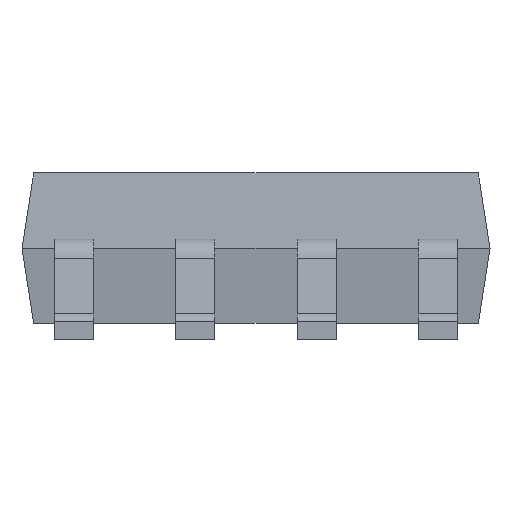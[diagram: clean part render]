
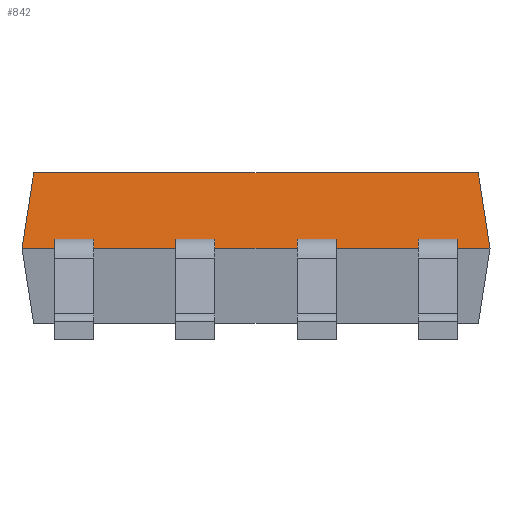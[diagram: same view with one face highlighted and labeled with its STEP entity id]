
A CAD part, left-side view. The second image highlights one B-rep face of the part: STEP entity #842.
In plain terms, the highlighted free-form (B-spline) face has degree [1, 1] with [2, 2] control points.
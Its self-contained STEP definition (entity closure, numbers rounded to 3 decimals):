
#24 = VERTEX_POINT('',#25);
#25 = CARTESIAN_POINT('',(-1.85,-2.33,1.75));
#31 = EDGE_CURVE('',#24,#32,#34,.T.);
#32 = VERTEX_POINT('',#33);
#33 = CARTESIAN_POINT('',(-1.85,2.33,1.75));
#34 = LINE('',#35,#36);
#35 = CARTESIAN_POINT('',(-1.85,-2.33,1.75));
#36 = VECTOR('',#37,1.);
#37 = DIRECTION('',(0.,1.,0.));
#647 = EDGE_CURVE('',#24,#648,#650,.T.);
#648 = VERTEX_POINT('',#649);
#649 = CARTESIAN_POINT('',(-1.948,-2.453,0.963));
#650 = B_SPLINE_CURVE_WITH_KNOTS('',1,(#651,#652),.UNSPECIFIED.,.F.,.F.,
  (2,2),(0.,1.),.PIECEWISE_BEZIER_KNOTS.);
#651 = CARTESIAN_POINT('',(-1.85,-2.33,1.75));
#652 = CARTESIAN_POINT('',(-1.948,-2.453,0.963));
#842 = ADVANCED_FACE('',(#843),#1008,.T.);
#843 = FACE_BOUND('',#844,.T.);
#844 = EDGE_LOOP('',(#845,#846,#847,#854,#862,#874,#881,#893,#901,#911,
    #918,#928,#936,#946,#953,#963,#971,#983,#990,#1002));
#845 = ORIENTED_EDGE('',*,*,#647,.F.);
#846 = ORIENTED_EDGE('',*,*,#31,.T.);
#847 = ORIENTED_EDGE('',*,*,#848,.T.);
#848 = EDGE_CURVE('',#32,#849,#851,.T.);
#849 = VERTEX_POINT('',#850);
#850 = CARTESIAN_POINT('',(-1.948,2.453,0.963));
#851 = B_SPLINE_CURVE_WITH_KNOTS('',1,(#852,#853),.UNSPECIFIED.,.F.,.F.,
  (2,2),(0.,1.),.PIECEWISE_BEZIER_KNOTS.);
#852 = CARTESIAN_POINT('',(-1.85,2.33,1.75));
#853 = CARTESIAN_POINT('',(-1.948,2.453,0.963));
#854 = ORIENTED_EDGE('',*,*,#855,.F.);
#855 = EDGE_CURVE('',#856,#849,#858,.T.);
#856 = VERTEX_POINT('',#857);
#857 = CARTESIAN_POINT('',(-1.948,2.11,0.963));
#858 = LINE('',#859,#860);
#859 = CARTESIAN_POINT('',(-1.948,-2.453,0.963));
#860 = VECTOR('',#861,1.);
#861 = DIRECTION('',(0.,1.,0.));
#862 = ORIENTED_EDGE('',*,*,#863,.F.);
#863 = EDGE_CURVE('',#864,#856,#866,.T.);
#864 = VERTEX_POINT('',#865);
#865 = CARTESIAN_POINT('',(-1.936,2.11,1.058));
#866 = B_SPLINE_CURVE_WITH_KNOTS('',6,(#867,#868,#869,#870,#871,#872,
    #873),.UNSPECIFIED.,.F.,.F.,(7,7),(0.,1.),.PIECEWISE_BEZIER_KNOTS.);
#867 = CARTESIAN_POINT('',(-1.936,2.11,1.058));
#868 = CARTESIAN_POINT('',(-1.938,2.11,1.041));
#869 = CARTESIAN_POINT('',(-1.939,2.11,1.028));
#870 = CARTESIAN_POINT('',(-1.942,2.11,1.011));
#871 = CARTESIAN_POINT('',(-1.944,2.11,0.989));
#872 = CARTESIAN_POINT('',(-1.947,2.11,0.968));
#873 = CARTESIAN_POINT('',(-1.948,2.11,0.963));
#874 = ORIENTED_EDGE('',*,*,#875,.T.);
#875 = EDGE_CURVE('',#864,#876,#878,.T.);
#876 = VERTEX_POINT('',#877);
#877 = CARTESIAN_POINT('',(-1.936,1.7,1.058));
#878 = B_SPLINE_CURVE_WITH_KNOTS('',1,(#879,#880),.UNSPECIFIED.,.F.,.F.,
  (2,2),(0.,1.),.PIECEWISE_BEZIER_KNOTS.);
#879 = CARTESIAN_POINT('',(-1.936,2.11,1.058));
#880 = CARTESIAN_POINT('',(-1.936,1.7,1.058));
#881 = ORIENTED_EDGE('',*,*,#882,.T.);
#882 = EDGE_CURVE('',#876,#883,#885,.T.);
#883 = VERTEX_POINT('',#884);
#884 = CARTESIAN_POINT('',(-1.948,1.7,0.963));
#885 = B_SPLINE_CURVE_WITH_KNOTS('',6,(#886,#887,#888,#889,#890,#891,
    #892),.UNSPECIFIED.,.F.,.F.,(7,7),(0.,1.),.PIECEWISE_BEZIER_KNOTS.);
#886 = CARTESIAN_POINT('',(-1.936,1.7,1.058));
#887 = CARTESIAN_POINT('',(-1.938,1.7,1.039));
#888 = CARTESIAN_POINT('',(-1.94,1.7,1.026));
#889 = CARTESIAN_POINT('',(-1.942,1.7,1.009));
#890 = CARTESIAN_POINT('',(-1.944,1.7,0.988));
#891 = CARTESIAN_POINT('',(-1.947,1.7,0.967));
#892 = CARTESIAN_POINT('',(-1.948,1.7,0.963));
#893 = ORIENTED_EDGE('',*,*,#894,.F.);
#894 = EDGE_CURVE('',#895,#883,#897,.T.);
#895 = VERTEX_POINT('',#896);
#896 = CARTESIAN_POINT('',(-1.948,0.84,0.963));
#897 = LINE('',#898,#899);
#898 = CARTESIAN_POINT('',(-1.948,-2.453,0.963));
#899 = VECTOR('',#900,1.);
#900 = DIRECTION('',(0.,1.,0.));
#901 = ORIENTED_EDGE('',*,*,#902,.F.);
#902 = EDGE_CURVE('',#903,#895,#905,.T.);
#903 = VERTEX_POINT('',#904);
#904 = CARTESIAN_POINT('',(-1.936,0.84,1.058));
#905 = B_SPLINE_CURVE_WITH_KNOTS('',4,(#906,#907,#908,#909,#910),
  .UNSPECIFIED.,.F.,.F.,(5,5),(0.,1.),.PIECEWISE_BEZIER_KNOTS.);
#906 = CARTESIAN_POINT('',(-1.936,0.84,1.058));
#907 = CARTESIAN_POINT('',(-1.939,0.84,1.034));
#908 = CARTESIAN_POINT('',(-1.942,0.84,1.01));
#909 = CARTESIAN_POINT('',(-1.945,0.84,0.986));
#910 = CARTESIAN_POINT('',(-1.948,0.84,0.963));
#911 = ORIENTED_EDGE('',*,*,#912,.T.);
#912 = EDGE_CURVE('',#903,#913,#915,.T.);
#913 = VERTEX_POINT('',#914);
#914 = CARTESIAN_POINT('',(-1.936,0.43,1.058));
#915 = B_SPLINE_CURVE_WITH_KNOTS('',1,(#916,#917),.UNSPECIFIED.,.F.,.F.,
  (2,2),(0.,1.),.PIECEWISE_BEZIER_KNOTS.);
#916 = CARTESIAN_POINT('',(-1.936,0.84,1.058));
#917 = CARTESIAN_POINT('',(-1.936,0.43,1.058));
#918 = ORIENTED_EDGE('',*,*,#919,.T.);
#919 = EDGE_CURVE('',#913,#920,#922,.T.);
#920 = VERTEX_POINT('',#921);
#921 = CARTESIAN_POINT('',(-1.948,0.43,0.963));
#922 = B_SPLINE_CURVE_WITH_KNOTS('',4,(#923,#924,#925,#926,#927),
  .UNSPECIFIED.,.F.,.F.,(5,5),(0.,1.),.PIECEWISE_BEZIER_KNOTS.);
#923 = CARTESIAN_POINT('',(-1.936,0.43,1.058));
#924 = CARTESIAN_POINT('',(-1.939,0.43,1.034));
#925 = CARTESIAN_POINT('',(-1.942,0.43,1.01));
#926 = CARTESIAN_POINT('',(-1.945,0.43,0.986));
#927 = CARTESIAN_POINT('',(-1.948,0.43,0.963));
#928 = ORIENTED_EDGE('',*,*,#929,.F.);
#929 = EDGE_CURVE('',#930,#920,#932,.T.);
#930 = VERTEX_POINT('',#931);
#931 = CARTESIAN_POINT('',(-1.948,-0.43,0.963));
#932 = LINE('',#933,#934);
#933 = CARTESIAN_POINT('',(-1.948,-2.453,0.963));
#934 = VECTOR('',#935,1.);
#935 = DIRECTION('',(0.,1.,0.));
#936 = ORIENTED_EDGE('',*,*,#937,.F.);
#937 = EDGE_CURVE('',#938,#930,#940,.T.);
#938 = VERTEX_POINT('',#939);
#939 = CARTESIAN_POINT('',(-1.936,-0.43,1.058));
#940 = B_SPLINE_CURVE_WITH_KNOTS('',4,(#941,#942,#943,#944,#945),
  .UNSPECIFIED.,.F.,.F.,(5,5),(0.,1.),.PIECEWISE_BEZIER_KNOTS.);
#941 = CARTESIAN_POINT('',(-1.936,-0.43,1.058));
#942 = CARTESIAN_POINT('',(-1.939,-0.43,1.034));
#943 = CARTESIAN_POINT('',(-1.942,-0.43,1.01));
#944 = CARTESIAN_POINT('',(-1.945,-0.43,0.986));
#945 = CARTESIAN_POINT('',(-1.948,-0.43,0.963));
#946 = ORIENTED_EDGE('',*,*,#947,.T.);
#947 = EDGE_CURVE('',#938,#948,#950,.T.);
#948 = VERTEX_POINT('',#949);
#949 = CARTESIAN_POINT('',(-1.936,-0.84,1.058));
#950 = B_SPLINE_CURVE_WITH_KNOTS('',1,(#951,#952),.UNSPECIFIED.,.F.,.F.,
  (2,2),(0.,1.),.PIECEWISE_BEZIER_KNOTS.);
#951 = CARTESIAN_POINT('',(-1.936,-0.43,1.058));
#952 = CARTESIAN_POINT('',(-1.936,-0.84,1.058));
#953 = ORIENTED_EDGE('',*,*,#954,.T.);
#954 = EDGE_CURVE('',#948,#955,#957,.T.);
#955 = VERTEX_POINT('',#956);
#956 = CARTESIAN_POINT('',(-1.948,-0.84,0.963));
#957 = B_SPLINE_CURVE_WITH_KNOTS('',4,(#958,#959,#960,#961,#962),
  .UNSPECIFIED.,.F.,.F.,(5,5),(0.,1.),.PIECEWISE_BEZIER_KNOTS.);
#958 = CARTESIAN_POINT('',(-1.936,-0.84,1.058));
#959 = CARTESIAN_POINT('',(-1.939,-0.84,1.034));
#960 = CARTESIAN_POINT('',(-1.942,-0.84,1.01));
#961 = CARTESIAN_POINT('',(-1.945,-0.84,0.986));
#962 = CARTESIAN_POINT('',(-1.948,-0.84,0.963));
#963 = ORIENTED_EDGE('',*,*,#964,.F.);
#964 = EDGE_CURVE('',#965,#955,#967,.T.);
#965 = VERTEX_POINT('',#966);
#966 = CARTESIAN_POINT('',(-1.948,-1.7,0.963));
#967 = LINE('',#968,#969);
#968 = CARTESIAN_POINT('',(-1.948,-2.453,0.963));
#969 = VECTOR('',#970,1.);
#970 = DIRECTION('',(0.,1.,0.));
#971 = ORIENTED_EDGE('',*,*,#972,.F.);
#972 = EDGE_CURVE('',#973,#965,#975,.T.);
#973 = VERTEX_POINT('',#974);
#974 = CARTESIAN_POINT('',(-1.936,-1.7,1.058));
#975 = B_SPLINE_CURVE_WITH_KNOTS('',6,(#976,#977,#978,#979,#980,#981,
    #982),.UNSPECIFIED.,.F.,.F.,(7,7),(0.,1.),.PIECEWISE_BEZIER_KNOTS.);
#976 = CARTESIAN_POINT('',(-1.936,-1.7,1.058));
#977 = CARTESIAN_POINT('',(-1.938,-1.7,1.039));
#978 = CARTESIAN_POINT('',(-1.94,-1.7,1.026));
#979 = CARTESIAN_POINT('',(-1.942,-1.7,1.009));
#980 = CARTESIAN_POINT('',(-1.944,-1.7,0.988));
#981 = CARTESIAN_POINT('',(-1.947,-1.7,0.967));
#982 = CARTESIAN_POINT('',(-1.948,-1.7,0.963));
#983 = ORIENTED_EDGE('',*,*,#984,.T.);
#984 = EDGE_CURVE('',#973,#985,#987,.T.);
#985 = VERTEX_POINT('',#986);
#986 = CARTESIAN_POINT('',(-1.936,-2.11,1.058));
#987 = B_SPLINE_CURVE_WITH_KNOTS('',1,(#988,#989),.UNSPECIFIED.,.F.,.F.,
  (2,2),(0.,1.),.PIECEWISE_BEZIER_KNOTS.);
#988 = CARTESIAN_POINT('',(-1.936,-1.7,1.058));
#989 = CARTESIAN_POINT('',(-1.936,-2.11,1.058));
#990 = ORIENTED_EDGE('',*,*,#991,.T.);
#991 = EDGE_CURVE('',#985,#992,#994,.T.);
#992 = VERTEX_POINT('',#993);
#993 = CARTESIAN_POINT('',(-1.948,-2.11,0.963));
#994 = B_SPLINE_CURVE_WITH_KNOTS('',6,(#995,#996,#997,#998,#999,#1000,
    #1001),.UNSPECIFIED.,.F.,.F.,(7,7),(0.,1.),
  .PIECEWISE_BEZIER_KNOTS.);
#995 = CARTESIAN_POINT('',(-1.936,-2.11,1.058));
#996 = CARTESIAN_POINT('',(-1.938,-2.11,1.041));
#997 = CARTESIAN_POINT('',(-1.939,-2.11,1.028));
#998 = CARTESIAN_POINT('',(-1.942,-2.11,1.011));
#999 = CARTESIAN_POINT('',(-1.944,-2.11,0.989));
#1000 = CARTESIAN_POINT('',(-1.947,-2.11,0.968));
#1001 = CARTESIAN_POINT('',(-1.948,-2.11,0.963));
#1002 = ORIENTED_EDGE('',*,*,#1003,.F.);
#1003 = EDGE_CURVE('',#648,#992,#1004,.T.);
#1004 = LINE('',#1005,#1006);
#1005 = CARTESIAN_POINT('',(-1.948,-2.453,0.963));
#1006 = VECTOR('',#1007,1.);
#1007 = DIRECTION('',(0.,1.,0.));
#1008 = B_SPLINE_SURFACE_WITH_KNOTS('',1,1,(
    (#1009,#1010)
    ,(#1011,#1012
    )),.UNSPECIFIED.,.F.,.F.,.F.,(2,2),(2,2),(0.,4.905),(0.,1.),
  .PIECEWISE_BEZIER_KNOTS.);
#1009 = CARTESIAN_POINT('',(-1.85,-2.33,1.75));
#1010 = CARTESIAN_POINT('',(-1.948,-2.453,0.963));
#1011 = CARTESIAN_POINT('',(-1.85,2.33,1.75));
#1012 = CARTESIAN_POINT('',(-1.948,2.453,0.963));
